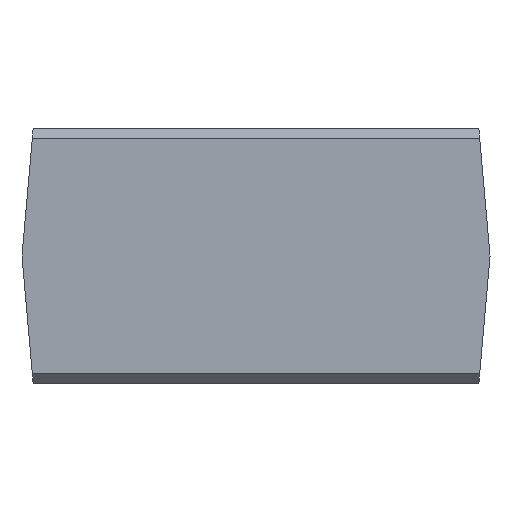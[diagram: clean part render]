
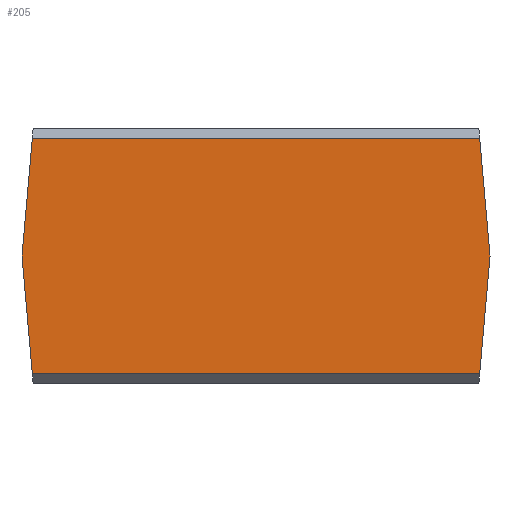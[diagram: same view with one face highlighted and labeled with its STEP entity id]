
A CAD part, front view. The second image highlights one B-rep face of the part: STEP entity #205.
In plain terms, the highlighted planar face has unit normal (0, -1, 0).
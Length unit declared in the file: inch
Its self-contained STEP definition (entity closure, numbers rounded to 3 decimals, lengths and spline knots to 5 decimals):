
#35 = CARTESIAN_POINT ( 'NONE',  ( 1.59449, 0., 0.43307 ) ) ;
#54 = AXIS2_PLACEMENT_3D ( 'NONE', #35, #263, #256 ) ;
#61 = CARTESIAN_POINT ( 'NONE',  ( 1.59449, 0., 0. ) ) ;
#81 = EDGE_LOOP ( 'NONE', ( #215, #504, #412, #94, #529, #434 ) ) ;
#83 = FACE_OUTER_BOUND ( 'NONE', #81, .T. ) ;
#89 = VERTEX_POINT ( 'NONE', #418 ) ;
#94 = ORIENTED_EDGE ( 'NONE', *, *, #116, .F. ) ;
#105 = LINE ( 'NONE', #461, #273 ) ;
#116 = EDGE_CURVE ( 'NONE', #296, #138, #241, .T. ) ;
#124 = DIRECTION ( 'NONE',  ( 0.087, 0., -0.996 ) ) ;
#130 = CARTESIAN_POINT ( 'NONE',  ( 1.63209, 0., 0.42978 ) ) ;
#138 = VERTEX_POINT ( 'NONE', #61 ) ;
#144 = VECTOR ( 'NONE', #476, 39.37008 ) ;
#149 = DIRECTION ( 'NONE',  ( 1., 0., 0. ) ) ;
#187 = LINE ( 'NONE', #498, #481 ) ;
#201 = EDGE_CURVE ( 'NONE', #138, #532, #572, .T. ) ;
#205 = ADVANCED_FACE ( 'NONE', ( #83 ), #521, .F. ) ;
#210 = LINE ( 'NONE', #388, #144 ) ;
#215 = ORIENTED_EDGE ( 'NONE', *, *, #278, .T. ) ;
#216 = VECTOR ( 'NONE', #124, 39.37008 ) ;
#225 = VERTEX_POINT ( 'NONE', #492 ) ;
#233 = EDGE_CURVE ( 'NONE', #296, #268, #210, .T. ) ;
#241 = LINE ( 'NONE', #334, #573 ) ;
#256 = DIRECTION ( 'NONE',  ( 0., 0., 1. ) ) ;
#263 = DIRECTION ( 'NONE',  ( 0., 1., 0. ) ) ;
#267 = DIRECTION ( 'NONE',  ( -0.087, 0., -0.996 ) ) ;
#268 = VERTEX_POINT ( 'NONE', #439 ) ;
#273 = VECTOR ( 'NONE', #149, 39.37008 ) ;
#278 = EDGE_CURVE ( 'NONE', #225, #89, #400, .T. ) ;
#296 = VERTEX_POINT ( 'NONE', #347 ) ;
#334 = CARTESIAN_POINT ( 'NONE',  ( 1.55689, 0., 0.42978 ) ) ;
#344 = CARTESIAN_POINT ( 'NONE',  ( -0.02549, 0., 0.29134 ) ) ;
#347 = CARTESIAN_POINT ( 'NONE',  ( 1.55933, 0., 0.40182 ) ) ;
#380 = EDGE_CURVE ( 'NONE', #268, #225, #187, .T. ) ;
#388 = CARTESIAN_POINT ( 'NONE',  ( 1.59449, 0., 0.40182 ) ) ;
#400 = LINE ( 'NONE', #344, #216 ) ;
#412 = ORIENTED_EDGE ( 'NONE', *, *, #201, .F. ) ;
#418 = CARTESIAN_POINT ( 'NONE',  ( 0.03515, 0., -0.40182 ) ) ;
#421 = DIRECTION ( 'NONE',  ( 0.087, 0., -0.996 ) ) ;
#434 = ORIENTED_EDGE ( 'NONE', *, *, #380, .T. ) ;
#439 = CARTESIAN_POINT ( 'NONE',  ( 0.03515, 0., 0.40182 ) ) ;
#461 = CARTESIAN_POINT ( 'NONE',  ( 1.59449, 0., -0.40182 ) ) ;
#476 = DIRECTION ( 'NONE',  ( -1., 0., 0. ) ) ;
#481 = VECTOR ( 'NONE', #267, 39.37008 ) ;
#488 = DIRECTION ( 'NONE',  ( -0.087, 0., -0.996 ) ) ;
#492 = CARTESIAN_POINT ( 'NONE',  ( 0., 0., 0. ) ) ;
#498 = CARTESIAN_POINT ( 'NONE',  ( 0.04971, 0., 0.56822 ) ) ;
#504 = ORIENTED_EDGE ( 'NONE', *, *, #505, .T. ) ;
#505 = EDGE_CURVE ( 'NONE', #89, #532, #105, .T. ) ;
#521 = PLANE ( 'NONE',  #54 ) ;
#529 = ORIENTED_EDGE ( 'NONE', *, *, #233, .T. ) ;
#532 = VERTEX_POINT ( 'NONE', #551 ) ;
#551 = CARTESIAN_POINT ( 'NONE',  ( 1.55933, 0., -0.40182 ) ) ;
#564 = VECTOR ( 'NONE', #488, 39.37008 ) ;
#572 = LINE ( 'NONE', #130, #564 ) ;
#573 = VECTOR ( 'NONE', #421, 39.37008 ) ;
